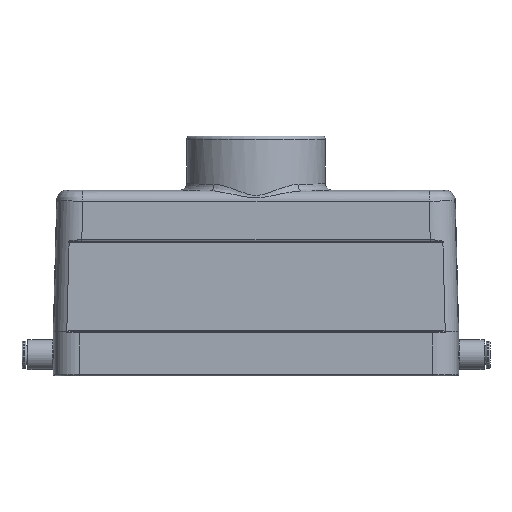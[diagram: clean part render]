
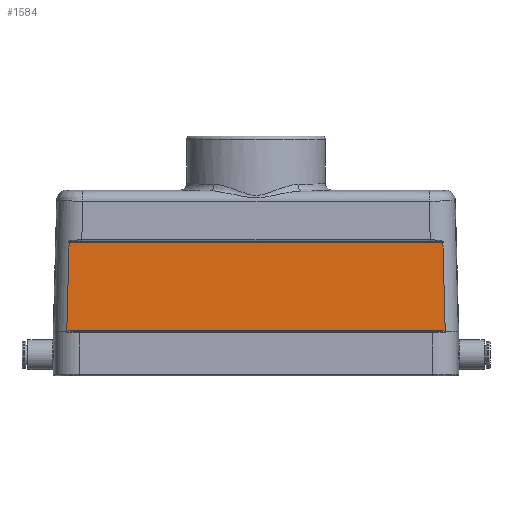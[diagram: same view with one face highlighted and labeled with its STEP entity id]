
A CAD part, front view. The second image highlights one B-rep face of the part: STEP entity #1584.
In plain terms, the highlighted planar face has unit normal (0, -1, 0.018).
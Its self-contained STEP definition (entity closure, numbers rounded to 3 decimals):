
#1277=FACE_OUTER_BOUND('',#2256,.T.);
#1584=ADVANCED_FACE('',(#1277),#1937,.T.);
#1937=PLANE('',#7103);
#2256=EDGE_LOOP('',(#3029,#3030,#3031,#3032,#3033,#3034,#3035,#3036));
#3029=ORIENTED_EDGE('',*,*,#5144,.T.);
#3030=ORIENTED_EDGE('',*,*,#5145,.T.);
#3031=ORIENTED_EDGE('',*,*,#5146,.F.);
#3032=ORIENTED_EDGE('',*,*,#5147,.T.);
#3033=ORIENTED_EDGE('',*,*,#5148,.T.);
#3034=ORIENTED_EDGE('',*,*,#5149,.T.);
#3035=ORIENTED_EDGE('',*,*,#5150,.F.);
#3036=ORIENTED_EDGE('',*,*,#5151,.T.);
#4609=VERTEX_POINT('',#11340);
#4610=VERTEX_POINT('',#11341);
#4611=VERTEX_POINT('',#11355);
#4612=VERTEX_POINT('',#11357);
#4613=VERTEX_POINT('',#11371);
#4614=VERTEX_POINT('',#11373);
#4615=VERTEX_POINT('',#11387);
#4616=VERTEX_POINT('',#11389);
#5144=EDGE_CURVE('',#4609,#4610,#5869,.T.);
#5145=EDGE_CURVE('',#4610,#4611,#6703,.T.);
#5146=EDGE_CURVE('',#4612,#4611,#5870,.T.);
#5147=EDGE_CURVE('',#4612,#4613,#6704,.T.);
#5148=EDGE_CURVE('',#4613,#4614,#5871,.T.);
#5149=EDGE_CURVE('',#4614,#4615,#6705,.T.);
#5150=EDGE_CURVE('',#4616,#4615,#5872,.T.);
#5151=EDGE_CURVE('',#4616,#4609,#6706,.T.);
#5869=LINE('',#11339,#6286);
#5870=LINE('',#11356,#6287);
#5871=LINE('',#11372,#6288);
#5872=LINE('',#11388,#6289);
#6286=VECTOR('',#7925,1.);
#6287=VECTOR('',#7926,1.);
#6288=VECTOR('',#7927,1.);
#6289=VECTOR('',#7928,1.);
#6703=B_SPLINE_CURVE_WITH_KNOTS('',3,(#11342,#11343,#11344,#11345,#11346,
#11347,#11348,#11349,#11350,#11351,#11352,#11353,#11354),.UNSPECIFIED.,
 .F.,.F.,(4,3,3,3,4),(0.,0.567,0.85,0.972,
1.),.UNSPECIFIED.);
#6704=B_SPLINE_CURVE_WITH_KNOTS('',3,(#11358,#11359,#11360,#11361,#11362,
#11363,#11364,#11365,#11366,#11367,#11368,#11369,#11370),.UNSPECIFIED.,
 .F.,.F.,(4,3,3,3,4),(0.,0.502,0.887,0.985,
1.),.UNSPECIFIED.);
#6705=B_SPLINE_CURVE_WITH_KNOTS('',3,(#11374,#11375,#11376,#11377,#11378,
#11379,#11380,#11381,#11382,#11383,#11384,#11385,#11386),.UNSPECIFIED.,
 .F.,.F.,(4,3,3,3,4),(0.,0.015,0.145,0.533,
1.),.UNSPECIFIED.);
#6706=B_SPLINE_CURVE_WITH_KNOTS('',3,(#11390,#11391,#11392,#11393,#11394,
#11395,#11396,#11397,#11398,#11399,#11400,#11401,#11402),.UNSPECIFIED.,
 .F.,.F.,(4,3,3,3,4),(0.,0.028,0.15,0.433,
1.),.UNSPECIFIED.);
#7103=AXIS2_PLACEMENT_3D('',#11403,#7929,#7930);
#7925=DIRECTION('',(1.,0.,0.));
#7926=DIRECTION('',(0.026,-0.018,-1.));
#7927=DIRECTION('',(-1.,0.,0.));
#7928=DIRECTION('',(0.026,0.018,1.));
#7929=DIRECTION('',(0.,-1.,0.018));
#7930=DIRECTION('',(0.,-0.018,-1.));
#11339=CARTESIAN_POINT('',(55.465,-20.492,4.274));
#11340=CARTESIAN_POINT('',(-54.921,-20.492,4.274));
#11341=CARTESIAN_POINT('',(54.921,-20.492,4.274));
#11342=CARTESIAN_POINT('',(54.921,-20.492,4.274));
#11343=CARTESIAN_POINT('',(55.136,-20.492,4.274));
#11344=CARTESIAN_POINT('',(55.355,-20.493,4.259));
#11345=CARTESIAN_POINT('',(55.564,-20.494,4.205));
#11346=CARTESIAN_POINT('',(55.668,-20.494,4.178));
#11347=CARTESIAN_POINT('',(55.772,-20.495,4.14));
#11348=CARTESIAN_POINT('',(55.864,-20.496,4.082));
#11349=CARTESIAN_POINT('',(55.903,-20.496,4.057));
#11350=CARTESIAN_POINT('',(55.941,-20.497,4.028));
#11351=CARTESIAN_POINT('',(55.973,-20.497,3.994));
#11352=CARTESIAN_POINT('',(55.981,-20.497,3.986));
#11353=CARTESIAN_POINT('',(55.988,-20.498,3.978));
#11354=CARTESIAN_POINT('',(55.995,-20.498,3.97));
#11355=CARTESIAN_POINT('',(55.995,-20.498,3.97));
#11356=CARTESIAN_POINT('',(56.001,-20.502,3.738));
#11357=CARTESIAN_POINT('',(55.316,-20.029,30.206));
#11358=CARTESIAN_POINT('',(55.316,-20.029,30.206));
#11359=CARTESIAN_POINT('',(55.315,-20.028,30.245));
#11360=CARTESIAN_POINT('',(55.308,-20.028,30.285));
#11361=CARTESIAN_POINT('',(55.293,-20.027,30.321));
#11362=CARTESIAN_POINT('',(55.283,-20.027,30.349));
#11363=CARTESIAN_POINT('',(55.267,-20.026,30.376));
#11364=CARTESIAN_POINT('',(55.248,-20.026,30.398));
#11365=CARTESIAN_POINT('',(55.243,-20.026,30.404));
#11366=CARTESIAN_POINT('',(55.237,-20.026,30.41));
#11367=CARTESIAN_POINT('',(55.232,-20.025,30.416));
#11368=CARTESIAN_POINT('',(55.231,-20.025,30.416));
#11369=CARTESIAN_POINT('',(55.23,-20.025,30.417));
#11370=CARTESIAN_POINT('',(55.229,-20.025,30.418));
#11371=CARTESIAN_POINT('',(55.229,-20.025,30.418));
#11372=CARTESIAN_POINT('',(-55.304,-20.025,30.418));
#11373=CARTESIAN_POINT('',(-55.229,-20.025,30.418));
#11374=CARTESIAN_POINT('',(-55.229,-20.025,30.418));
#11375=CARTESIAN_POINT('',(-55.23,-20.025,30.417));
#11376=CARTESIAN_POINT('',(-55.231,-20.025,30.416));
#11377=CARTESIAN_POINT('',(-55.232,-20.025,30.416));
#11378=CARTESIAN_POINT('',(-55.239,-20.026,30.408));
#11379=CARTESIAN_POINT('',(-55.246,-20.026,30.401));
#11380=CARTESIAN_POINT('',(-55.252,-20.026,30.393));
#11381=CARTESIAN_POINT('',(-55.271,-20.026,30.369));
#11382=CARTESIAN_POINT('',(-55.286,-20.027,30.342));
#11383=CARTESIAN_POINT('',(-55.296,-20.027,30.313));
#11384=CARTESIAN_POINT('',(-55.309,-20.028,30.279));
#11385=CARTESIAN_POINT('',(-55.315,-20.029,30.243));
#11386=CARTESIAN_POINT('',(-55.316,-20.029,30.206));
#11387=CARTESIAN_POINT('',(-55.316,-20.029,30.206));
#11388=CARTESIAN_POINT('',(-54.835,-19.697,48.803));
#11389=CARTESIAN_POINT('',(-55.995,-20.498,3.97));
#11390=CARTESIAN_POINT('',(-55.995,-20.498,3.97));
#11391=CARTESIAN_POINT('',(-55.988,-20.498,3.978));
#11392=CARTESIAN_POINT('',(-55.981,-20.497,3.986));
#11393=CARTESIAN_POINT('',(-55.973,-20.497,3.994));
#11394=CARTESIAN_POINT('',(-55.941,-20.497,4.028));
#11395=CARTESIAN_POINT('',(-55.903,-20.496,4.057));
#11396=CARTESIAN_POINT('',(-55.864,-20.496,4.082));
#11397=CARTESIAN_POINT('',(-55.772,-20.495,4.14));
#11398=CARTESIAN_POINT('',(-55.668,-20.494,4.178));
#11399=CARTESIAN_POINT('',(-55.564,-20.494,4.205));
#11400=CARTESIAN_POINT('',(-55.355,-20.493,4.259));
#11401=CARTESIAN_POINT('',(-55.136,-20.492,4.274));
#11402=CARTESIAN_POINT('',(-54.921,-20.492,4.274));
#11403=CARTESIAN_POINT('',(70.,-20.497,4.027));
